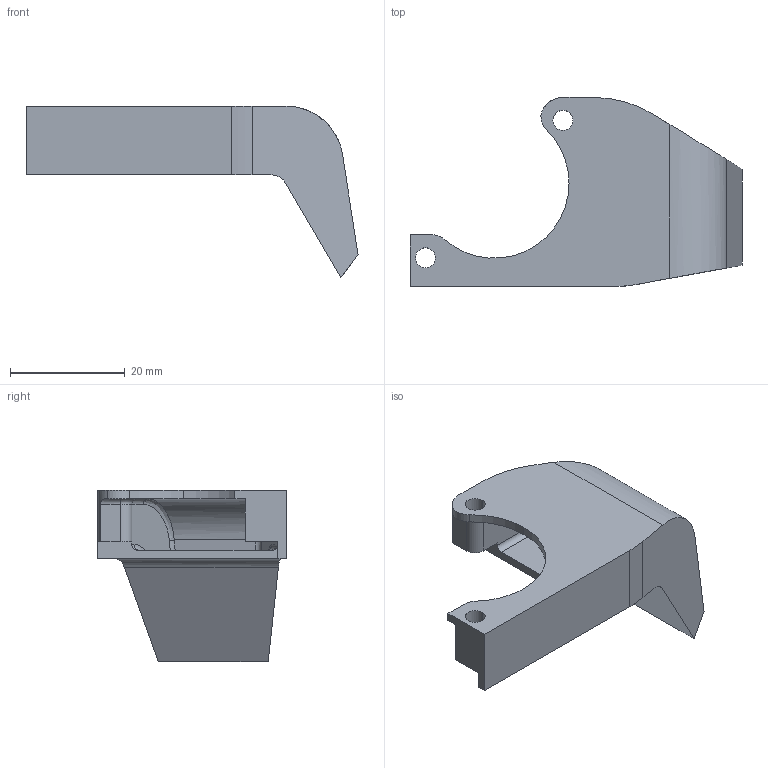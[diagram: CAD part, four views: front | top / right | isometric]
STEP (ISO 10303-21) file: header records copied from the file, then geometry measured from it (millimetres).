
FILE_DESCRIPTION (( 'STEP AP203' ), '1' );
FILE_NAME ('duct-1 (Default).STEP', '2021-11-19T20:52:33', ( '' ), ( '' ), 'SwSTEP 2.0', 'SolidWorks 2020', '' );
FILE_SCHEMA (( 'CONFIG_CONTROL_DESIGN' ));
Length unit declared in the file: millimetre
Products named in the file (1): duct-1 (Default)
Bounding box: 57.99 x 33 x 30 mm (x, y, z)
Volume: 5844.5 mm3; surface area: 6945.9 mm2
Topology: 1 solids, 2 shells, 77 faces, 203 edges, 128 vertices
Faces by surface type: cylinder 35, plane 29, bspline 10, torus 3
Entity records: 2723 total; most frequent: CARTESIAN_POINT 811, ORIENTED_EDGE 406, DIRECTION 367, EDGE_CURVE 203, VERTEX_POINT 128, AXIS2_PLACEMENT_3D 127, LINE 113, VECTOR 113
